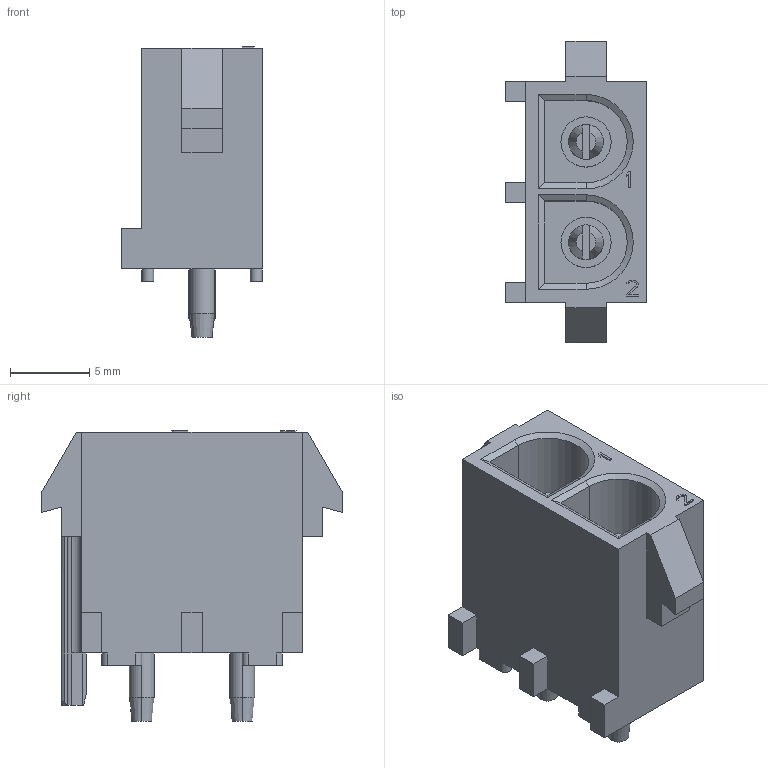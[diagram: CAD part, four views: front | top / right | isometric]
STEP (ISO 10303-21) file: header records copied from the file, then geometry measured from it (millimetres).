
FILE_DESCRIPTION((''),'2;1');
FILE_NAME('C-641964-1','2008-09-27T',('workeradm'),('Tyco Electronics Corporation'),'PRO/ENGINEER BY PARAMETRIC TECHNOLOGY CORPORATION, 2005450','PRO/ENGINEER BY PARAMETRIC TECHNOLOGY CORPORATION, 2005450','');
FILE_SCHEMA(('CONFIG_CONTROL_DESIGN', 'GEOMETRIC_VALIDATION_PROPERTIES_MIM'));
Length unit declared in the file: millimetre
Products named in the file (1): C-641964-1
Bounding box: 8.89 x 19.05 x 18.38 mm (x, y, z)
Volume: 1043.3 mm3; surface area: 1655.2 mm2
Topology: 1 solids, 1 shells, 175 faces, 456 edges, 293 vertices
Faces by surface type: plane 121, cylinder 34, cone 10, torus 6, bspline 4
Entity records: 6937 total; most frequent: CARTESIAN_POINT 1090, ORIENTED_EDGE 912, DIRECTION 887, PRESENTATION_STYLE_ASSIGNMENT 457, STYLED_ITEM 457, CURVE_STYLE 456, EDGE_CURVE 456, VECTOR 341
